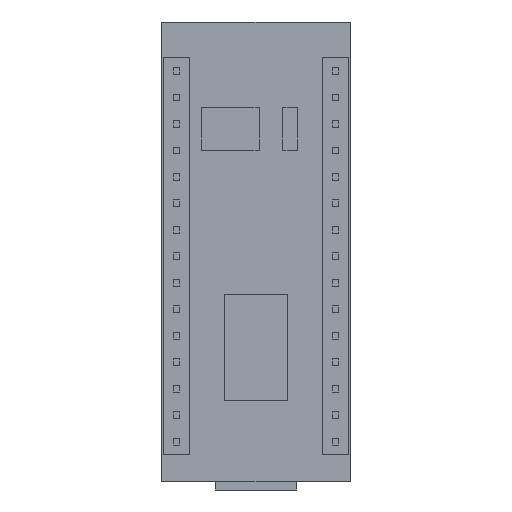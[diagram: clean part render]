
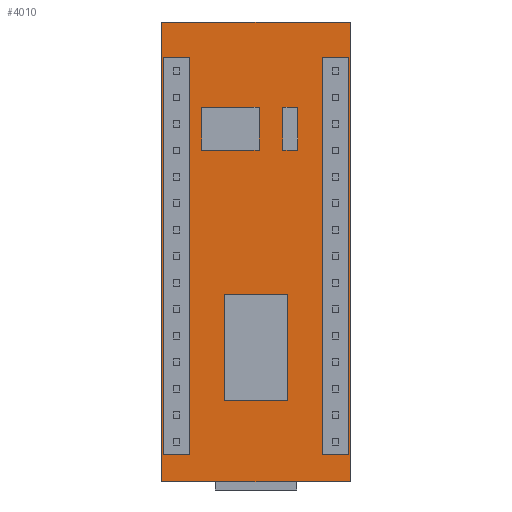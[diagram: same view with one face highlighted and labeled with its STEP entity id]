
A CAD part, front view. The second image highlights one B-rep face of the part: STEP entity #4010.
In plain terms, the highlighted planar face has unit normal (0, -1, 0).
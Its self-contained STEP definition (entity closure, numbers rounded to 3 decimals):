
#47 = LINE ( 'NONE', #2743, #5542 ) ;
#101 = FACE_OUTER_BOUND ( 'NONE', #2169, .T. ) ;
#150 = DIRECTION ( 'NONE',  ( -1., 0., 0. ) ) ;
#518 = LINE ( 'NONE', #4876, #1934 ) ;
#765 = CARTESIAN_POINT ( 'NONE',  ( -9.05, 0., -22.05 ) ) ;
#1113 = AXIS2_PLACEMENT_3D ( 'NONE', #1921, #2043, #1343 ) ;
#1233 = VECTOR ( 'NONE', #150, 1000. ) ;
#1343 = DIRECTION ( 'NONE',  ( 0., 0., 1. ) ) ;
#1486 = ORIENTED_EDGE ( 'NONE', *, *, #5005, .F. ) ;
#1579 = CARTESIAN_POINT ( 'NONE',  ( -9.05, 0., -22.05 ) ) ;
#1585 = VERTEX_POINT ( 'NONE', #1579 ) ;
#1921 = CARTESIAN_POINT ( 'NONE',  ( 0., 0., 0. ) ) ;
#1934 = VECTOR ( 'NONE', #3045, 1000. ) ;
#1966 = PLANE ( 'NONE',  #1113 ) ;
#2043 = DIRECTION ( 'NONE',  ( 0., 1., 0. ) ) ;
#2106 = VERTEX_POINT ( 'NONE', #7000 ) ;
#2169 = EDGE_LOOP ( 'NONE', ( #3652, #1486, #3175, #7290 ) ) ;
#2496 = EDGE_CURVE ( 'NONE', #8195, #2742, #47, .T. ) ;
#2571 = DIRECTION ( 'NONE',  ( 1., 0., 0. ) ) ;
#2742 = VERTEX_POINT ( 'NONE', #6792 ) ;
#2743 = CARTESIAN_POINT ( 'NONE',  ( -9.05, 0., 22.05 ) ) ;
#2757 = VECTOR ( 'NONE', #5198, 1000. ) ;
#3045 = DIRECTION ( 'NONE',  ( 0., 0., 1. ) ) ;
#3140 = EDGE_CURVE ( 'NONE', #2742, #2106, #3892, .T. ) ;
#3175 = ORIENTED_EDGE ( 'NONE', *, *, #3140, .F. ) ;
#3652 = ORIENTED_EDGE ( 'NONE', *, *, #5748, .F. ) ;
#3892 = LINE ( 'NONE', #5757, #2757 ) ;
#4010 = ADVANCED_FACE ( 'NONE', ( #101 ), #1966, .F. ) ;
#4876 = CARTESIAN_POINT ( 'NONE',  ( -9.05, 0., -22.05 ) ) ;
#5005 = EDGE_CURVE ( 'NONE', #2106, #1585, #5109, .T. ) ;
#5109 = LINE ( 'NONE', #765, #1233 ) ;
#5198 = DIRECTION ( 'NONE',  ( 0., 0., -1. ) ) ;
#5542 = VECTOR ( 'NONE', #2571, 1000. ) ;
#5748 = EDGE_CURVE ( 'NONE', #1585, #8195, #518, .T. ) ;
#5757 = CARTESIAN_POINT ( 'NONE',  ( 9.05, 0., -22.05 ) ) ;
#6792 = CARTESIAN_POINT ( 'NONE',  ( 9.05, 0., 22.05 ) ) ;
#7000 = CARTESIAN_POINT ( 'NONE',  ( 9.05, 0., -22.05 ) ) ;
#7290 = ORIENTED_EDGE ( 'NONE', *, *, #2496, .F. ) ;
#7737 = CARTESIAN_POINT ( 'NONE',  ( -9.05, 0., 22.05 ) ) ;
#8195 = VERTEX_POINT ( 'NONE', #7737 ) ;
